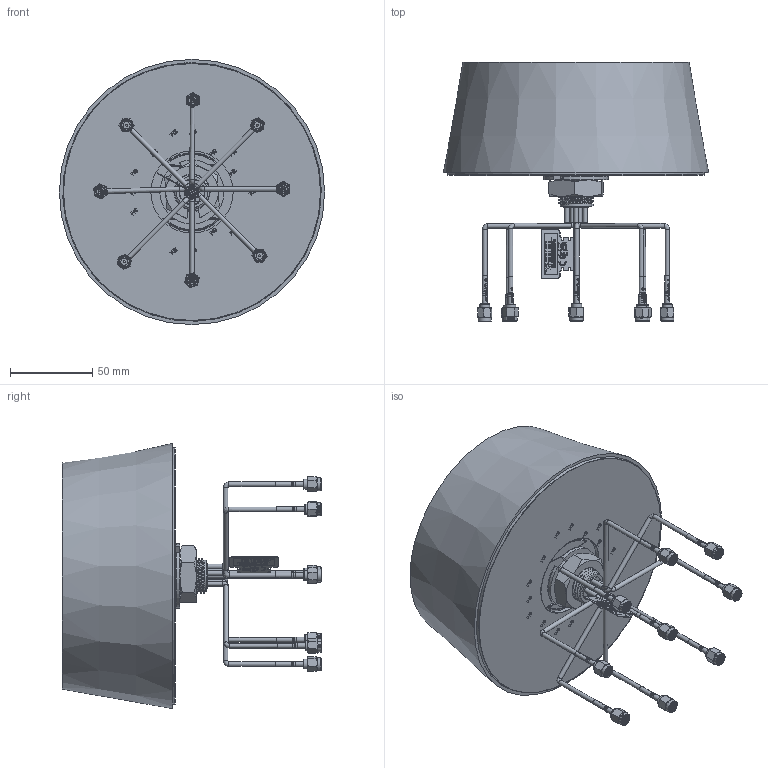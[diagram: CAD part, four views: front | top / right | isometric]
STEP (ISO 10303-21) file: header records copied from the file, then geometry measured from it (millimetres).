
FILE_DESCRIPTION (( 'STEP AP214' ), '1' );
FILE_NAME ('MA1559.W.001_Web.STEP', '2025-03-05T02:37:16', ( '' ), ( '' ), 'SwSTEP 2.0', 'SolidWorks 2024', '' );
FILE_SCHEMA (( 'AUTOMOTIVE_DESIGN' ));
Length unit declared in the file: millimetre
Products named in the file (1): MA1559.W.001_Web
Bounding box: 161.26 x 157.76 x 161.26 mm (x, y, z)
Surface area: 126830.6 mm2 (no closed solid volume)
Topology: 0 solids, 133 shells, 617 faces, 3639 edges, 3178 vertices
Faces by surface type: plane 232, cylinder 145, cone 135, bspline 83, torus 22
Full cylindrical faces by diameter (mm): 2.8 x25, 2.9 x1, 2.91 x9, 3.2 x9, 6 x5, 6.4 x4, 6.6 x4, 7.8 x9, 50 x3, 156.3 x3
Entity records: 60338 total; most frequent: CARTESIAN_POINT 29622, ORIENTED_EDGE 4565, DIRECTION 3781, EDGE_CURVE 3385, VERTEX_POINT 3109, VECTOR 1703, LINE 1703, B_SPLINE_CURVE_WITH_KNOTS 1126
